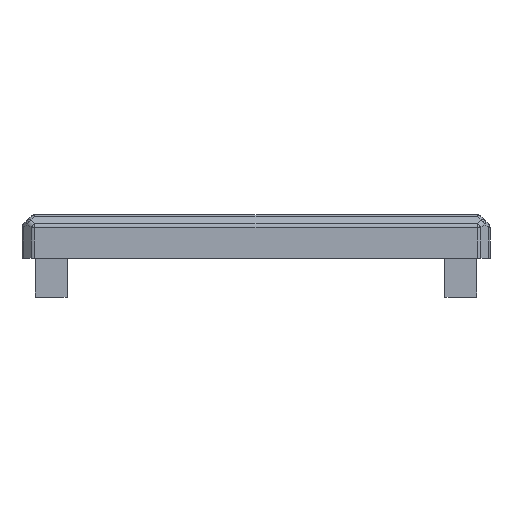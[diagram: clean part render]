
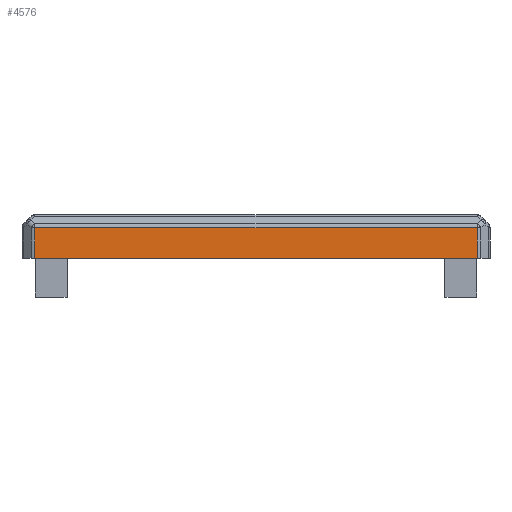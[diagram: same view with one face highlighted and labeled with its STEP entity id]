
A CAD part, front view. The second image highlights one B-rep face of the part: STEP entity #4576.
In plain terms, the highlighted planar face has unit normal (0, -1, 0).
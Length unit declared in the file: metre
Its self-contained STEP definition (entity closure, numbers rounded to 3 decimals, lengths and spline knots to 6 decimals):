
#495=ORIENTED_EDGE('',*,*,#1779,.T.);
#496=ORIENTED_EDGE('',*,*,#1780,.T.);
#497=ORIENTED_EDGE('',*,*,#1781,.T.);
#498=ORIENTED_EDGE('',*,*,#1782,.T.);
#1779=EDGE_CURVE('',#2409,#2410,#2847,.T.);
#1780=EDGE_CURVE('',#2410,#2411,#2848,.F.);
#1781=EDGE_CURVE('',#2411,#2412,#2849,.T.);
#1782=EDGE_CURVE('',#2412,#2409,#2850,.T.);
#2409=VERTEX_POINT('',#7042);
#2410=VERTEX_POINT('',#7043);
#2411=VERTEX_POINT('',#7045);
#2412=VERTEX_POINT('',#7047);
#2847=LINE('',#7041,#3431);
#2848=LINE('',#7044,#3432);
#2849=LINE('',#7046,#3433);
#2850=LINE('',#7048,#3434);
#3431=VECTOR('',#5553,1.);
#3432=VECTOR('',#5554,1.);
#3433=VECTOR('',#5555,1.);
#3434=VECTOR('',#5556,1.);
#3783=EDGE_LOOP('',(#495,#496,#497,#498));
#4103=FACE_BOUND('',#3783,.T.);
#4371=PLANE('',#4854);
#4576=ADVANCED_FACE('',(#4103),#4371,.F.);
#4854=AXIS2_PLACEMENT_3D('',#7040,#5551,#5552);
#5551=DIRECTION('',(0.,1.,0.));
#5552=DIRECTION('',(0.,0.,1.));
#5553=DIRECTION('',(-1.,0.,0.));
#5554=DIRECTION('',(0.,0.,1.));
#5555=DIRECTION('',(1.,0.,0.));
#5556=DIRECTION('',(0.,0.,1.));
#7040=CARTESIAN_POINT('',(0.,-0.0505,0.02));
#7041=CARTESIAN_POINT('',(-0.042135,-0.0505,0.017586));
#7042=CARTESIAN_POINT('',(0.041721,-0.0505,0.017586));
#7043=CARTESIAN_POINT('',(-0.041721,-0.0505,0.017586));
#7044=CARTESIAN_POINT('',(-0.041721,-0.0505,0.012));
#7045=CARTESIAN_POINT('',(-0.041721,-0.0505,0.0118));
#7046=CARTESIAN_POINT('',(0.,-0.0505,0.0118));
#7047=CARTESIAN_POINT('',(0.041721,-0.0505,0.0118));
#7048=CARTESIAN_POINT('',(0.041721,-0.0505,0.018));
